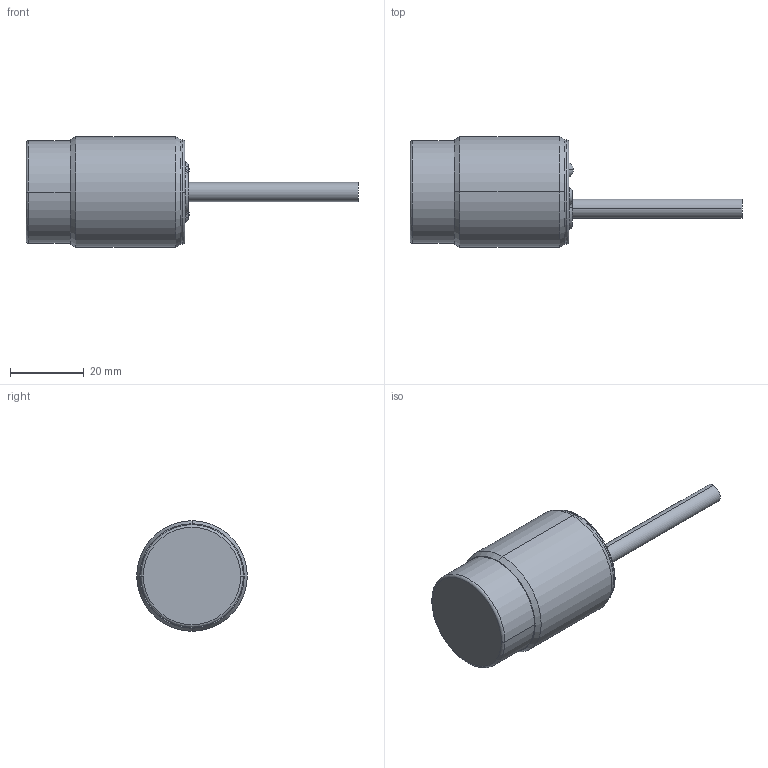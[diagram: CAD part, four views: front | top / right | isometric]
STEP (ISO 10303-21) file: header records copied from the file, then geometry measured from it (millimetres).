
FILE_DESCRIPTION((''),'2;1');
FILE_NAME('SHORT_NO_FLUSH_CABLE_ASM','2018-05-23T',('Eric.Zhang'),(''),'PRO/ENGINEER BY PARAMETRIC TECHNOLOGY CORPORATION, 2007450','PRO/ENGINEER BY PARAMETRIC TECHNOLOGY CORPORATION, 2007450','');
FILE_SCHEMA(('AUTOMOTIVE_DESIGN_CC2 { 1 2 10303 214 -1 1 5 2 }'));
Length unit declared in the file: millimetre
Products named in the file (10): 84-107; 1402164; 31818; SHORT_NO_FLUSH_CABLE_PCB; 93-097; 57-256; 92-365; 93-257; COMPOUND_SNC; SHORT_NO_FLUSH_CABLE_ASM
Assembly tree (10 placements, depth 2):
  SHORT_NO_FLUSH_CABLE_ASM
    84-107
    1402164
    31818
    SHORT_NO_FLUSH_CABLE_PCB
    93-097
    57-256
    92-365  x2
    93-257
    COMPOUND_SNC
Bounding box: 90 x 30 x 30 mm (x, y, z)
Volume: 30067.2 mm3; surface area: 26560.9 mm2
Topology: 11 solids, 11 shells, 571 faces, 1434 edges, 892 vertices
Faces by surface type: plane 195, cylinder 190, torus 94, cone 52, bspline 28, sphere 12
Entity records: 24000 total; most frequent: CARTESIAN_POINT 8205, DIRECTION 2846, ORIENTED_EDGE 2816, EDGE_CURVE 1408, AXIS2_PLACEMENT_3D 1111, VERTEX_POINT 879, PRESENTATION_STYLE_ASSIGNMENT 733, STYLED_ITEM 733
